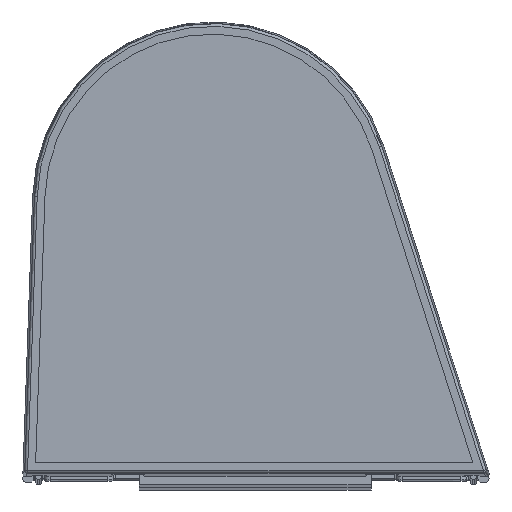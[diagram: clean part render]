
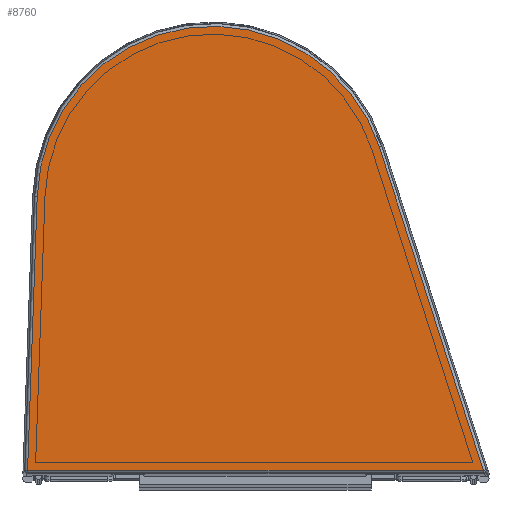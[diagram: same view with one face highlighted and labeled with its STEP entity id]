
A CAD part, top view. The second image highlights one B-rep face of the part: STEP entity #8760.
In plain terms, the highlighted face is planar.
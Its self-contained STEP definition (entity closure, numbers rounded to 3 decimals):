
#683 = CARTESIAN_POINT ( 'NONE',  ( 0., -280.5, -6. ) ) ;
#1258 = LINE ( 'NONE', #13623, #12409 ) ;
#4113 = DIRECTION ( 'NONE',  ( 1., 0., -0.03 ) ) ;
#4319 = EDGE_LOOP ( 'NONE', ( #10312, #4518, #5350, #13657 ) ) ;
#4374 = DIRECTION ( 'NONE',  ( -1., 0., 0. ) ) ;
#4518 = ORIENTED_EDGE ( 'NONE', *, *, #6934, .F. ) ;
#5081 = CARTESIAN_POINT ( 'NONE',  ( -40.343, -280.5, -2.507 ) ) ;
#5216 = VECTOR ( 'NONE', #9048, 1000. ) ;
#5222 = CARTESIAN_POINT ( 'NONE',  ( -21.931, -280.5, -59.682 ) ) ;
#5313 = CIRCLE ( 'NONE', #8127, 31.005 ) ;
#5350 = ORIENTED_EDGE ( 'NONE', *, *, #11957, .T. ) ;
#5646 = DIRECTION ( 'NONE',  ( 0., -1., 0. ) ) ;
#5806 = VECTOR ( 'NONE', #7619, 1000. ) ;
#6677 = CARTESIAN_POINT ( 'NONE',  ( 7.521, -280.5, -49.994 ) ) ;
#6934 = EDGE_CURVE ( 'NONE', #8461, #13802, #1258, .T. ) ;
#7272 = DIRECTION ( 'NONE',  ( -0.035, 0., -0.999 ) ) ;
#7619 = DIRECTION ( 'NONE',  ( -0.307, 0., 0.952 ) ) ;
#8127 = AXIS2_PLACEMENT_3D ( 'NONE', #6677, #13949, #4113 ) ;
#8461 = VERTEX_POINT ( 'NONE', #14088 ) ;
#8594 = EDGE_CURVE ( 'NONE', #11280, #14210, #11641, .T. ) ;
#8680 = CARTESIAN_POINT ( 'NONE',  ( -21.931, -280.5, -59.682 ) ) ;
#8757 = EDGE_CURVE ( 'NONE', #13802, #11280, #5313, .T. ) ;
#8760 = ADVANCED_FACE ( 'NONE', ( #8998 ), #11756, .T. ) ;
#8807 = LINE ( 'NONE', #8973, #5216 ) ;
#8973 = CARTESIAN_POINT ( 'NONE',  ( 40.211, -280.5, -2.507 ) ) ;
#8998 = FACE_OUTER_BOUND ( 'NONE', #4319, .T. ) ;
#9048 = DIRECTION ( 'NONE',  ( -1., 0., 0. ) ) ;
#10312 = ORIENTED_EDGE ( 'NONE', *, *, #8757, .F. ) ;
#10964 = AXIS2_PLACEMENT_3D ( 'NONE', #683, #5646, #4374 ) ;
#11280 = VERTEX_POINT ( 'NONE', #8680 ) ;
#11641 = LINE ( 'NONE', #5222, #5806 ) ;
#11756 = PLANE ( 'NONE',  #10964 ) ;
#11957 = EDGE_CURVE ( 'NONE', #8461, #14210, #8807, .T. ) ;
#12409 = VECTOR ( 'NONE', #7272, 1000. ) ;
#13623 = CARTESIAN_POINT ( 'NONE',  ( 40.211, -280.5, -2.507 ) ) ;
#13657 = ORIENTED_EDGE ( 'NONE', *, *, #8594, .F. ) ;
#13802 = VERTEX_POINT ( 'NONE', #15477 ) ;
#13949 = DIRECTION ( 'NONE',  ( 0., 1., 0. ) ) ;
#14088 = CARTESIAN_POINT ( 'NONE',  ( 40.211, -280.5, -2.507 ) ) ;
#14210 = VERTEX_POINT ( 'NONE', #5081 ) ;
#15477 = CARTESIAN_POINT ( 'NONE',  ( 38.511, -280.5, -50.933 ) ) ;
